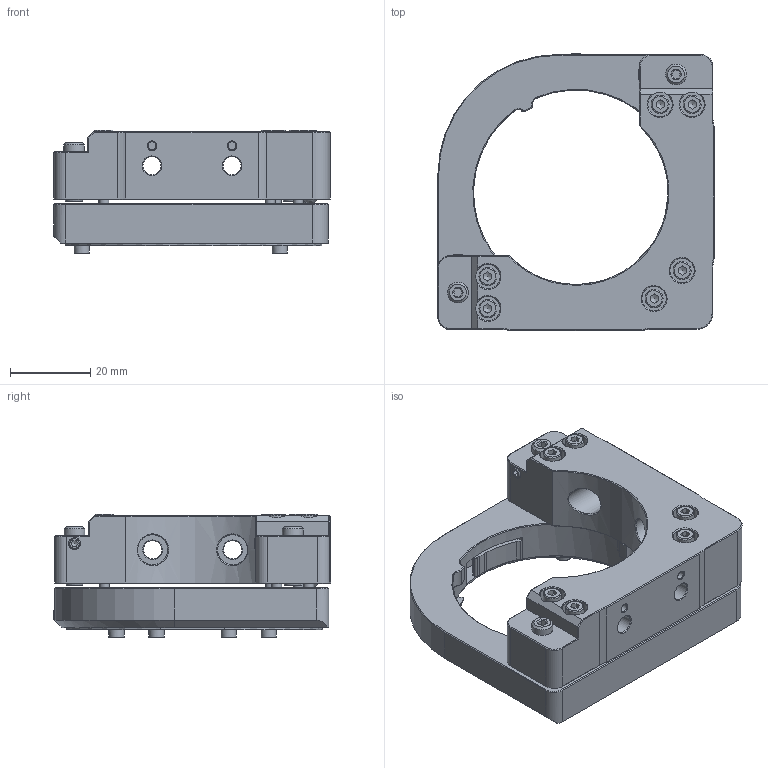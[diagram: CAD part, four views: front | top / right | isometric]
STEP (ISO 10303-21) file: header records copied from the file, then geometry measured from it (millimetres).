
FILE_DESCRIPTION (( 'STEP AP203' ), '1' );
FILE_NAME ('519903.STEP', '2025-05-23T03:49:46', ( 'Windows User' ), ( 'P R C' ), 'SwSTEP 2.0', 'SolidWorks 2020', '' );
FILE_SCHEMA (( 'CONFIG_CONTROL_DESIGN' ));
Products named in the file (1): 519903
Bounding box: 69 x 69.31 x 30.9 mm (x, y, z)
Surface area: 22485.5 mm2 (no closed solid volume)
Topology: 0 solids, 30 shells, 643 faces, 1730 edges, 1096 vertices
Faces by surface type: plane 292, cylinder 171, cone 114, bspline 66
Full cylindrical faces by diameter (mm): 2 x8, 2.4 x4, 2.5 x12, 3.8 x5, 4.5 x10, 5.1 x1, 5.2 x4, 6.1 x8, 7.5 x4, 8 x2
Entity records: 89621 total; most frequent: CARTESIAN_POINT 76313, ORIENTED_EDGE 2862, DIRECTION 2072, EDGE_CURVE 1494, VERTEX_POINT 1019, EDGE_LOOP 843, AXIS2_PLACEMENT_3D 737, B_SPLINE_CURVE_WITH_KNOTS 717
